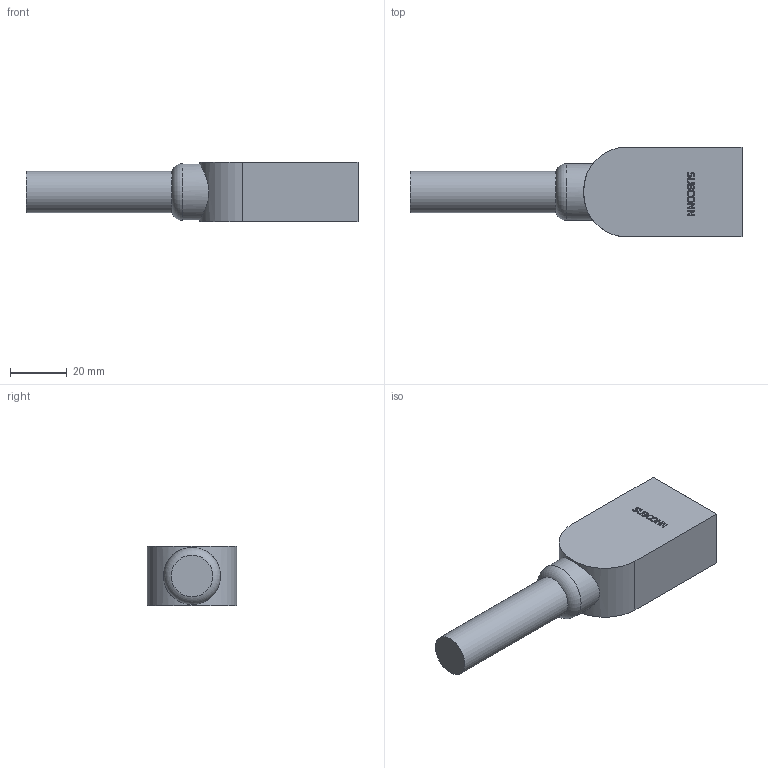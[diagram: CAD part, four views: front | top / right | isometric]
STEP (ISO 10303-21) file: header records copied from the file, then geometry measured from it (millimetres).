
FILE_DESCRIPTION(/* description */ (''),/* implementation_level */ '2;1');
FILE_NAME(/* name */ 'DLPIL 13F.stp',/* time_stamp */ '2014-11-13T15:26:02+01:00',/* author */ ('sh'),/* organization */ (''),/* preprocessor_version */ 'ST-DEVELOPER v15.2',/* originating_system */ 'Autodesk Inventor 2014',/* authorisation */ '');
FILE_SCHEMA (('AUTOMOTIVE_DESIGN { 1 0 10303 214 3 1 1 }'));
Length unit declared in the file: millimetre
Products named in the file (1): DLPIL 13F
Bounding box: 116.5 x 31.5 x 21 mm (x, y, z)
Volume: 44904.6 mm3; surface area: 11586.6 mm2
Topology: 1 solids, 1 shells, 454 faces, 1216 edges, 810 vertices
Faces by surface type: plane 220, bspline 216, cylinder 17, torus 1
Full cylindrical faces by diameter (mm): 3.1 x13, 14.6 x1, 20 x1
Entity records: 15687 total; most frequent: CARTESIAN_POINT 5518, ORIENTED_EDGE 2398, DIRECTION 1278, EDGE_CURVE 1199, VERTEX_POINT 809, LINE 730, VECTOR 730, EDGE_LOOP 516
